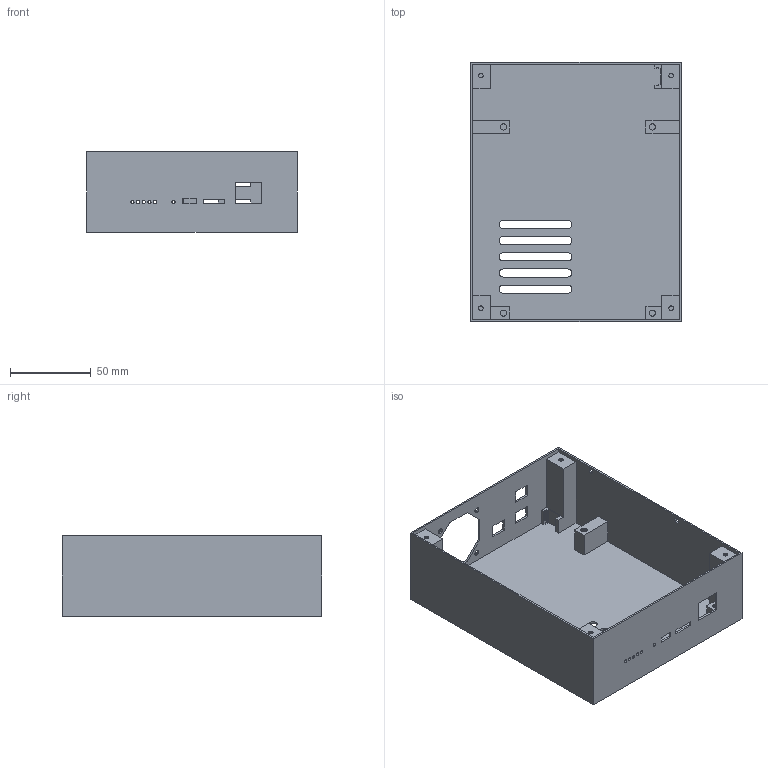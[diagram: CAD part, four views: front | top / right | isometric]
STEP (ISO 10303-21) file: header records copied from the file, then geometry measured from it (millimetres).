
FILE_DESCRIPTION(/* description */ (''),/* implementation_level */ '2;1');
FILE_NAME(/* name */ 'MaestroCase-box v1.step',/* time_stamp */ '2024-03-22T18:43:30Z',/* author */ (''),/* organization */ (''),/* preprocessor_version */ 'ST-DEVELOPER v20',/* originating_system */ 'Autodesk Translation Framework v12.20.1.177',/* authorisation */ '');
FILE_SCHEMA (('AUTOMOTIVE_DESIGN { 1 0 10303 214 3 1 1 }'));
Length unit declared in the file: millimetre
Products named in the file (1): MaestroCase-box
Bounding box: 130.01 x 160 x 50 mm (x, y, z)
Volume: 92889.2 mm3; surface area: 96543.6 mm2
Topology: 1 solids, 1 shells, 844 faces, 2496 edges, 1664 vertices
Faces by surface type: plane 842, cylinder 2
Full cylindrical faces by diameter (mm): 3.4 x2
Entity records: 27713 total; most frequent: CARTESIAN_POINT 5005, ORIENTED_EDGE 4992, DIRECTION 4190, EDGE_CURVE 2496, LINE 2492, VECTOR 2492, VERTEX_POINT 1664, EDGE_LOOP 902
